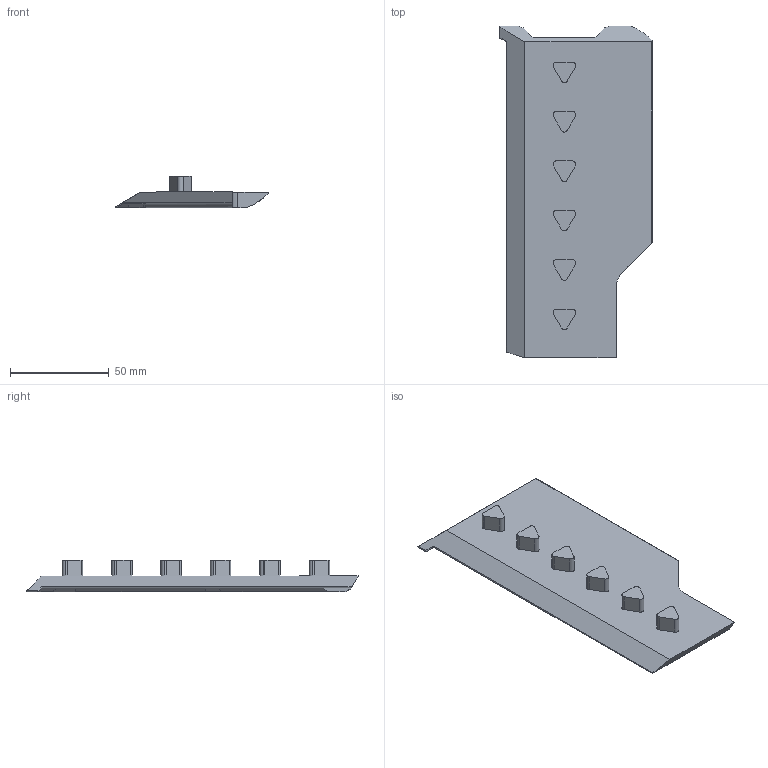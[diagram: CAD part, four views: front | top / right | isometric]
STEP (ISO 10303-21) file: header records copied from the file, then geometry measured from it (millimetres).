
FILE_DESCRIPTION (( 'STEP AP214' ), '1' );
FILE_NAME ('A01.003-RK3-S__[ID004]__Connector1.STEP', '2024-09-10T20:01:55', ( '' ), ( '' ), 'SwSTEP 2.0', 'SolidWorks 2021', '' );
FILE_SCHEMA (( 'AUTOMOTIVE_DESIGN' ));
Length unit declared in the file: millimetre
Products named in the file (1): A01.003-RK3-S__[ID004]__Connector1
Bounding box: 77.29 x 168 x 16 mm (x, y, z)
Volume: 70504.4 mm3; surface area: 25988 mm2
Topology: 1 solids, 1 shells, 78 faces, 208 edges, 138 vertices
Faces by surface type: plane 47, cylinder 31
Entity records: 2467 total; most frequent: CARTESIAN_POINT 462, ORIENTED_EDGE 416, DIRECTION 407, EDGE_CURVE 208, LINE 145, VECTOR 145, VERTEX_POINT 138, AXIS2_PLACEMENT_3D 131
